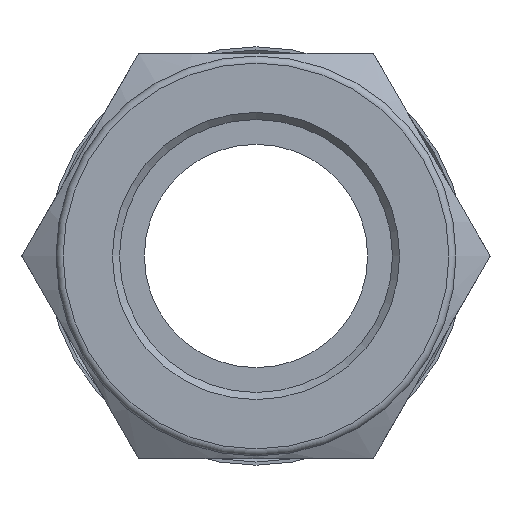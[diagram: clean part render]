
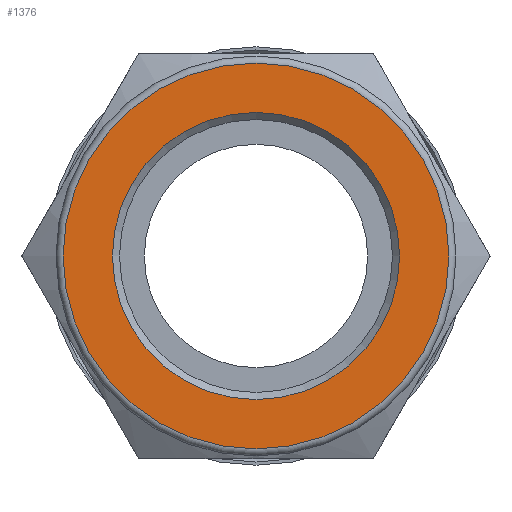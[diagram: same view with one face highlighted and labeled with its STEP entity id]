
A CAD part, left-side view. The second image highlights one B-rep face of the part: STEP entity #1376.
In plain terms, the highlighted planar face has unit normal (-1, 0, 0).
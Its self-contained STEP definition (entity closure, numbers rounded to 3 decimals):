
#81=FACE_BOUND('',#334,.T.);
#153=CIRCLE('',#1552,10.125);
#154=CIRCLE('',#1554,13.6);
#237=FACE_OUTER_BOUND('',#333,.T.);
#333=EDGE_LOOP('',(#1135));
#334=EDGE_LOOP('',(#1136));
#638=VERTEX_POINT('',#2381);
#639=VERTEX_POINT('',#2385);
#814=EDGE_CURVE('',#638,#638,#153,.T.);
#815=EDGE_CURVE('',#639,#639,#154,.T.);
#1135=ORIENTED_EDGE('',*,*,#815,.F.);
#1136=ORIENTED_EDGE('',*,*,#814,.T.);
#1308=PLANE('',#1553);
#1376=ADVANCED_FACE('',(#237,#81),#1308,.T.);
#1552=AXIS2_PLACEMENT_3D('',#2383,#1908,#1909);
#1553=AXIS2_PLACEMENT_3D('',#2384,#1910,#1911);
#1554=AXIS2_PLACEMENT_3D('',#2386,#1912,#1913);
#1908=DIRECTION('center_axis',(1.,0.,0.));
#1909=DIRECTION('ref_axis',(0.,0.,-1.));
#1910=DIRECTION('center_axis',(-1.,0.,0.));
#1911=DIRECTION('ref_axis',(0.,0.,1.));
#1912=DIRECTION('center_axis',(1.,0.,0.));
#1913=DIRECTION('ref_axis',(0.,0.,-1.));
#2381=CARTESIAN_POINT('',(-26.919,-10.125,0.));
#2383=CARTESIAN_POINT('Origin',(-26.919,0.,
0.));
#2384=CARTESIAN_POINT('Origin',(-26.919,13.6,0.));
#2385=CARTESIAN_POINT('',(-26.919,0.,13.6));
#2386=CARTESIAN_POINT('Origin',(-26.919,0.,
0.));
